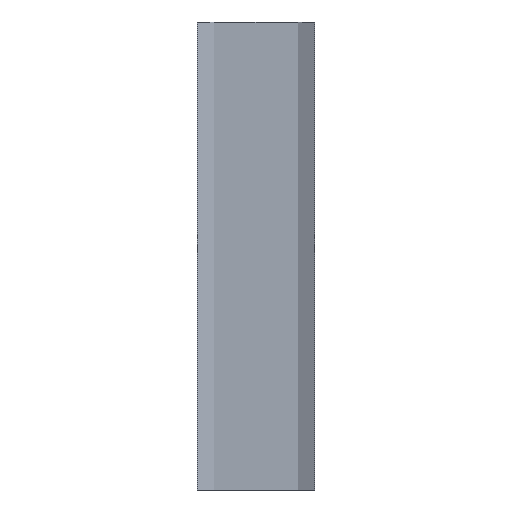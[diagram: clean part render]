
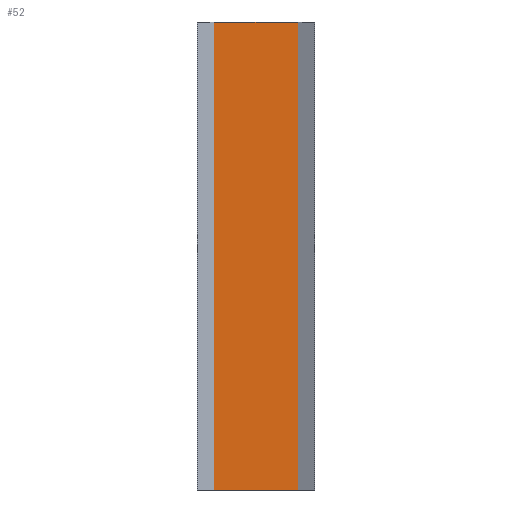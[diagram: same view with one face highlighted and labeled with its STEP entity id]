
A CAD part, front view. The second image highlights one B-rep face of the part: STEP entity #52.
In plain terms, the highlighted planar face has unit normal (0, -1, 0).
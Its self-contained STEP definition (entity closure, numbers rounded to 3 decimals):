
#20 = LINE ( 'NONE', #441, #311 ) ;
#26 = VECTOR ( 'NONE', #278, 1000. ) ;
#43 = VERTEX_POINT ( 'NONE', #239 ) ;
#45 = AXIS2_PLACEMENT_3D ( 'NONE', #496, #202, #310 ) ;
#52 = ADVANCED_FACE ( 'NONE', ( #205 ), #272, .T. ) ;
#54 = CARTESIAN_POINT ( 'NONE',  ( -11., 58.5, -100. ) ) ;
#62 = VERTEX_POINT ( 'NONE', #112 ) ;
#83 = CARTESIAN_POINT ( 'NONE',  ( -11., 58.5, -100. ) ) ;
#112 = CARTESIAN_POINT ( 'NONE',  ( -11., 58.5, 0. ) ) ;
#127 = CARTESIAN_POINT ( 'NONE',  ( -11., 58.5, -100. ) ) ;
#131 = ORIENTED_EDGE ( 'NONE', *, *, #204, .T. ) ;
#168 = EDGE_LOOP ( 'NONE', ( #435, #492, #245, #131 ) ) ;
#172 = CARTESIAN_POINT ( 'NONE',  ( 11., 58.5, -100. ) ) ;
#202 = DIRECTION ( 'NONE',  ( 0., -1., 0. ) ) ;
#204 = EDGE_CURVE ( 'NONE', #298, #43, #20, .T. ) ;
#205 = FACE_OUTER_BOUND ( 'NONE', #168, .T. ) ;
#220 = CARTESIAN_POINT ( 'NONE',  ( -11., 58.5, 0. ) ) ;
#239 = CARTESIAN_POINT ( 'NONE',  ( 11., 58.5, 0. ) ) ;
#245 = ORIENTED_EDGE ( 'NONE', *, *, #481, .T. ) ;
#254 = EDGE_CURVE ( 'NONE', #322, #62, #432, .T. ) ;
#272 = PLANE ( 'NONE',  #45 ) ;
#278 = DIRECTION ( 'NONE',  ( 1., 0., 0. ) ) ;
#286 = DIRECTION ( 'NONE',  ( 0., 0., 1. ) ) ;
#293 = LINE ( 'NONE', #127, #26 ) ;
#298 = VERTEX_POINT ( 'NONE', #172 ) ;
#305 = VECTOR ( 'NONE', #467, 1000. ) ;
#310 = DIRECTION ( 'NONE',  ( 0., 0., -1. ) ) ;
#311 = VECTOR ( 'NONE', #286, 1000. ) ;
#322 = VERTEX_POINT ( 'NONE', #54 ) ;
#333 = DIRECTION ( 'NONE',  ( 1., 0., 0. ) ) ;
#358 = EDGE_CURVE ( 'NONE', #62, #43, #445, .T. ) ;
#370 = VECTOR ( 'NONE', #333, 1000. ) ;
#432 = LINE ( 'NONE', #83, #305 ) ;
#435 = ORIENTED_EDGE ( 'NONE', *, *, #358, .F. ) ;
#441 = CARTESIAN_POINT ( 'NONE',  ( 11., 58.5, -100. ) ) ;
#445 = LINE ( 'NONE', #220, #370 ) ;
#467 = DIRECTION ( 'NONE',  ( 0., 0., 1. ) ) ;
#481 = EDGE_CURVE ( 'NONE', #322, #298, #293, .T. ) ;
#492 = ORIENTED_EDGE ( 'NONE', *, *, #254, .F. ) ;
#496 = CARTESIAN_POINT ( 'NONE',  ( -11., 58.5, -100. ) ) ;
